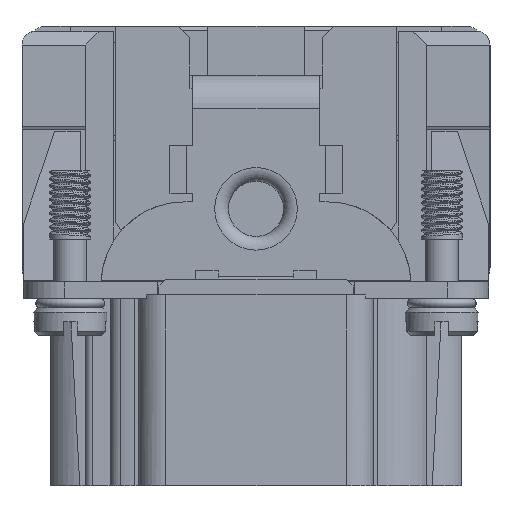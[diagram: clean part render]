
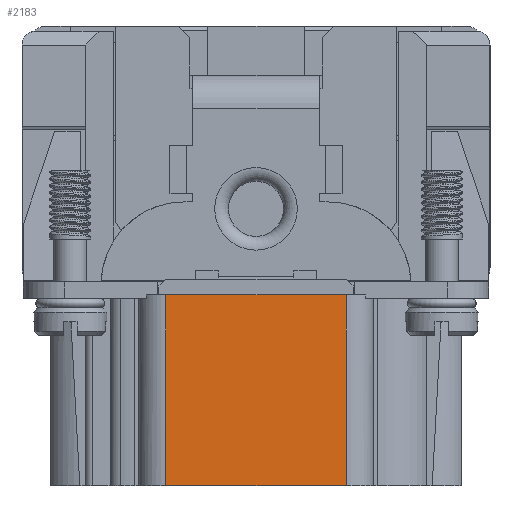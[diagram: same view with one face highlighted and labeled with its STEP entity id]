
A CAD part, left-side view. The second image highlights one B-rep face of the part: STEP entity #2183.
In plain terms, the highlighted planar face has unit normal (-1, 0, 0).
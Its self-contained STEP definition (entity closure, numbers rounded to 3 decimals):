
#2183=ADVANCED_FACE('',(#6785),#4666,.T.);
#4666=PLANE('',#54743);
#6785=FACE_OUTER_BOUND('',#9332,.T.);
#9332=EDGE_LOOP('',(#16344,#16345,#16346,#16347));
#16344=ORIENTED_EDGE('',*,*,#34744,.T.);
#16345=ORIENTED_EDGE('',*,*,#34707,.F.);
#16346=ORIENTED_EDGE('',*,*,#34740,.F.);
#16347=ORIENTED_EDGE('',*,*,#35042,.F.);
#29405=VERTEX_POINT('',#75504);
#29406=VERTEX_POINT('',#75506);
#29434=VERTEX_POINT('',#75571);
#29438=VERTEX_POINT('',#75581);
#34707=EDGE_CURVE('',#29405,#29406,#42255,.T.);
#34740=EDGE_CURVE('',#29434,#29405,#42283,.T.);
#34744=EDGE_CURVE('',#29438,#29406,#42286,.T.);
#35042=EDGE_CURVE('',#29438,#29434,#42534,.T.);
#42255=LINE('',#75505,#48179);
#42283=LINE('',#75572,#48207);
#42286=LINE('',#75580,#48210);
#42534=LINE('',#76215,#48458);
#48179=VECTOR('',#58821,1.);
#48207=VECTOR('',#58869,1.);
#48210=VECTOR('',#58876,1.);
#48458=VECTOR('',#59314,1.);
#54743=AXIS2_PLACEMENT_3D('',#78452,#61297,#61298);
#58821=DIRECTION('',(0.,-1.,0.));
#58869=DIRECTION('',(0.,0.,1.));
#58876=DIRECTION('',(0.,0.,1.));
#59314=DIRECTION('',(0.,1.,0.));
#61297=DIRECTION('',(-1.,0.,0.));
#61298=DIRECTION('',(0.,0.,-1.));
#75504=CARTESIAN_POINT('',(-42.25,6.55,16.55));
#75505=CARTESIAN_POINT('',(-42.25,0.,16.55));
#75506=CARTESIAN_POINT('',(-42.25,-6.55,16.55));
#75571=CARTESIAN_POINT('',(-42.25,6.55,2.7));
#75572=CARTESIAN_POINT('',(-42.25,6.55,2.9));
#75580=CARTESIAN_POINT('',(-42.25,-6.55,2.9));
#75581=CARTESIAN_POINT('',(-42.25,-6.55,2.7));
#76215=CARTESIAN_POINT('',(-42.25,0.,2.7));
#78452=CARTESIAN_POINT('',(-42.25,-8.55,2.7));
